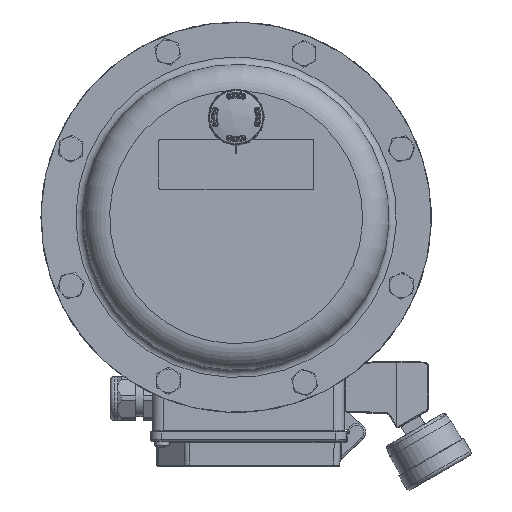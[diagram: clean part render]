
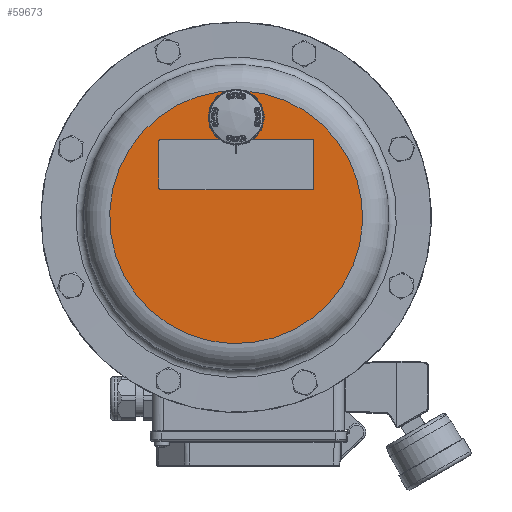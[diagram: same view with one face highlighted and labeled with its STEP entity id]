
A CAD part, top view. The second image highlights one B-rep face of the part: STEP entity #59673.
In plain terms, the highlighted planar face has unit normal (0, 0, 1).
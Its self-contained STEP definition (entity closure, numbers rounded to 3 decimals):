
#1736=FACE_BOUND('',#16100,.T.);
#1737=FACE_BOUND('',#16101,.T.);
#2662=PLANE('',#64644);
#5260=LINE('',#117989,#8575);
#5264=LINE('',#117998,#8579);
#5267=LINE('',#118006,#8582);
#5270=LINE('',#118014,#8585);
#8575=VECTOR('',#76394,1000.);
#8579=VECTOR('',#76404,1000.);
#8582=VECTOR('',#76413,1000.);
#8585=VECTOR('',#76422,1000.);
#12579=FACE_OUTER_BOUND('',#16099,.T.);
#16099=EDGE_LOOP('',(#47788));
#16100=EDGE_LOOP('',(#47789,#47790,#47791,#47792,#47793,#47794,#47795,#47796));
#16101=EDGE_LOOP('',(#47797,#47798));
#18835=CIRCLE('',#63928,10.35);
#18905=CIRCLE('',#64025,69.65);
#19158=CIRCLE('',#64586,1.);
#19159=CIRCLE('',#64589,1.);
#19160=CIRCLE('',#64592,1.);
#19161=CIRCLE('',#64595,1.);
#19162=CIRCLE('',#64645,10.35);
#25290=VERTEX_POINT('',#114643);
#25291=VERTEX_POINT('',#114644);
#25377=VERTEX_POINT('',#115228);
#25859=VERTEX_POINT('',#117987);
#25860=VERTEX_POINT('',#117988);
#25861=VERTEX_POINT('',#117993);
#25862=VERTEX_POINT('',#117997);
#25863=VERTEX_POINT('',#118001);
#25864=VERTEX_POINT('',#118005);
#25865=VERTEX_POINT('',#118009);
#25866=VERTEX_POINT('',#118013);
#32465=EDGE_CURVE('',#25290,#25291,#18835,.T.);
#32582=EDGE_CURVE('',#25377,#25377,#18905,.T.);
#33356=EDGE_CURVE('',#25859,#25860,#5260,.T.);
#33359=EDGE_CURVE('',#25860,#25861,#19158,.T.);
#33361=EDGE_CURVE('',#25861,#25862,#5264,.T.);
#33363=EDGE_CURVE('',#25862,#25863,#19159,.T.);
#33365=EDGE_CURVE('',#25863,#25864,#5267,.T.);
#33367=EDGE_CURVE('',#25864,#25865,#19160,.T.);
#33369=EDGE_CURVE('',#25865,#25866,#5270,.T.);
#33371=EDGE_CURVE('',#25866,#25859,#19161,.T.);
#33444=EDGE_CURVE('',#25291,#25290,#19162,.T.);
#47788=ORIENTED_EDGE('',*,*,#32582,.F.);
#47789=ORIENTED_EDGE('',*,*,#33371,.F.);
#47790=ORIENTED_EDGE('',*,*,#33369,.F.);
#47791=ORIENTED_EDGE('',*,*,#33367,.F.);
#47792=ORIENTED_EDGE('',*,*,#33365,.F.);
#47793=ORIENTED_EDGE('',*,*,#33363,.F.);
#47794=ORIENTED_EDGE('',*,*,#33361,.F.);
#47795=ORIENTED_EDGE('',*,*,#33359,.F.);
#47796=ORIENTED_EDGE('',*,*,#33356,.F.);
#47797=ORIENTED_EDGE('',*,*,#33444,.T.);
#47798=ORIENTED_EDGE('',*,*,#32465,.T.);
#59673=ADVANCED_FACE('',(#12579,#1736,#1737),#2662,.F.);
#63928=AXIS2_PLACEMENT_3D('',#114645,#74837,#74838);
#64025=AXIS2_PLACEMENT_3D('',#115230,#75057,#75058);
#64586=AXIS2_PLACEMENT_3D('',#117994,#76399,#76400);
#64589=AXIS2_PLACEMENT_3D('',#118002,#76408,#76409);
#64592=AXIS2_PLACEMENT_3D('',#118010,#76417,#76418);
#64595=AXIS2_PLACEMENT_3D('',#118017,#76426,#76427);
#64644=AXIS2_PLACEMENT_3D('',#118162,#76596,#76597);
#64645=AXIS2_PLACEMENT_3D('',#118163,#76598,#76599);
#74837=DIRECTION('center_axis',(0.,0.,
-1.));
#74838=DIRECTION('ref_axis',(-0.924,0.383,0.));
#75057=DIRECTION('center_axis',(0.,0.,
-1.));
#75058=DIRECTION('ref_axis',(-0.924,0.383,0.));
#76394=DIRECTION('',(0.,1.,0.));
#76399=DIRECTION('center_axis',(0.,0.,
1.));
#76400=DIRECTION('ref_axis',(0.,-1.,0.));
#76404=DIRECTION('',(-1.,0.,0.));
#76408=DIRECTION('center_axis',(0.,0.,
1.));
#76409=DIRECTION('ref_axis',(0.,-1.,0.));
#76413=DIRECTION('',(0.,-1.,0.));
#76417=DIRECTION('center_axis',(0.,0.,
1.));
#76418=DIRECTION('ref_axis',(0.,-1.,0.));
#76422=DIRECTION('',(1.,0.,0.));
#76426=DIRECTION('center_axis',(0.,0.,
1.));
#76427=DIRECTION('ref_axis',(0.,-1.,0.));
#76596=DIRECTION('center_axis',(0.,0.,
-1.));
#76597=DIRECTION('ref_axis',(-0.924,0.383,0.));
#76598=DIRECTION('center_axis',(0.,0.,
-1.));
#76599=DIRECTION('ref_axis',(-0.924,0.383,0.));
#114643=CARTESIAN_POINT('',(0.022,65.317,300.));
#114644=CARTESIAN_POINT('',(0.015,44.617,300.));
#114645=CARTESIAN_POINT('Origin',(0.018,54.967,300.));
#115228=CARTESIAN_POINT('',(64.339,-26.708,300.));
#115230=CARTESIAN_POINT('Origin',(0.,-0.033,
300.));
#117987=CARTESIAN_POINT('',(42.505,15.953,300.));
#117988=CARTESIAN_POINT('',(42.514,41.953,300.));
#117989=CARTESIAN_POINT('',(42.505,15.953,300.));
#117993=CARTESIAN_POINT('',(41.514,42.953,300.));
#117994=CARTESIAN_POINT('Origin',(41.514,41.953,300.));
#117997=CARTESIAN_POINT('',(-41.486,42.98,300.));
#117998=CARTESIAN_POINT('',(41.514,42.953,300.));
#118001=CARTESIAN_POINT('',(-42.486,41.981,300.));
#118002=CARTESIAN_POINT('Origin',(-41.486,41.98,300.));
#118005=CARTESIAN_POINT('',(-42.495,15.981,300.));
#118006=CARTESIAN_POINT('',(-42.495,15.981,300.));
#118009=CARTESIAN_POINT('',(-41.495,14.98,300.));
#118010=CARTESIAN_POINT('Origin',(-41.495,15.98,300.));
#118013=CARTESIAN_POINT('',(41.505,14.953,300.));
#118014=CARTESIAN_POINT('',(41.505,14.953,300.));
#118017=CARTESIAN_POINT('Origin',(41.505,15.953,300.));
#118162=CARTESIAN_POINT('Origin',(0.,-0.033,
300.));
#118163=CARTESIAN_POINT('Origin',(0.018,54.967,300.));
